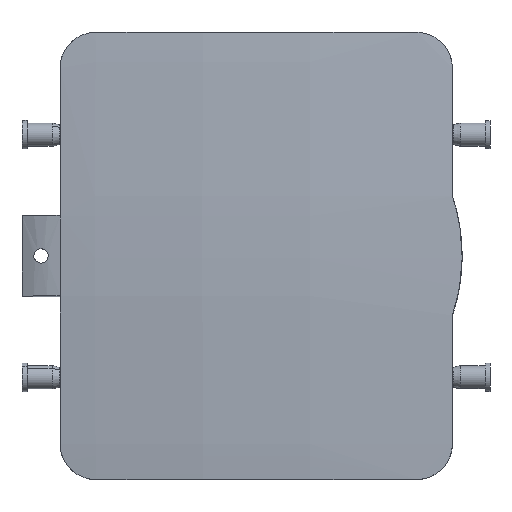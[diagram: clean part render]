
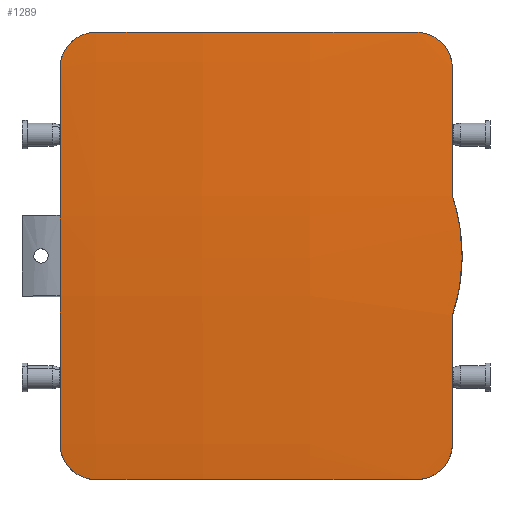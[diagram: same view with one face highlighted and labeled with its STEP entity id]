
A CAD part, top view. The second image highlights one B-rep face of the part: STEP entity #1289.
In plain terms, the highlighted face is a revolution surface.
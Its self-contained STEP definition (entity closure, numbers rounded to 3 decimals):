
#1179=AXIS2_PLACEMENT_3D('Circle Axis2P3D',#1177,#1178,$) ;
#1231=AXIS2_PLACEMENT_3D('Circle Axis2P3D',#1229,#1230,$) ;
#1084=CARTESIAN_POINT('Vertex',(8.,38.598,15.046)) ;
#1136=CARTESIAN_POINT('Control Point',(49.25,-0.021,15.155)) ;
#1137=CARTESIAN_POINT('Control Point',(49.25,31.262,17.614)) ;
#1138=CARTESIAN_POINT('Control Point',(49.25,62.738,17.614)) ;
#1139=CARTESIAN_POINT('Control Point',(49.25,94.021,15.155)) ;
#1140=CARTESIAN_POINT('Axis1P Location',(49.25,47.,-433.)) ;
#1145=CARTESIAN_POINT('Control Point',(8.,7.5,13.798)) ;
#1146=CARTESIAN_POINT('Control Point',(8.,17.853,14.484)) ;
#1147=CARTESIAN_POINT('Control Point',(8.,28.223,14.9)) ;
#1148=CARTESIAN_POINT('Control Point',(8.,38.598,15.046)) ;
#1149=CARTESIAN_POINT('Vertex',(8.,7.5,13.798)) ;
#1153=CARTESIAN_POINT('Control Point',(8.,7.5,13.798)) ;
#1154=CARTESIAN_POINT('Control Point',(8.001,7.402,13.792)) ;
#1155=CARTESIAN_POINT('Control Point',(8.001,7.304,13.785)) ;
#1156=CARTESIAN_POINT('Control Point',(8.005,7.207,13.779)) ;
#1157=CARTESIAN_POINT('Control Point',(8.014,7.011,13.767)) ;
#1158=CARTESIAN_POINT('Control Point',(8.03,6.816,13.755)) ;
#1159=CARTESIAN_POINT('Control Point',(8.04,6.719,13.75)) ;
#1160=CARTESIAN_POINT('Control Point',(8.073,6.427,13.733)) ;
#1161=CARTESIAN_POINT('Control Point',(8.121,6.138,13.718)) ;
#1162=CARTESIAN_POINT('Control Point',(8.159,5.946,13.708)) ;
#1163=CARTESIAN_POINT('Control Point',(8.292,5.373,13.681)) ;
#1164=CARTESIAN_POINT('Control Point',(8.48,4.816,13.659)) ;
#1165=CARTESIAN_POINT('Control Point',(8.63,4.452,13.646)) ;
#1166=CARTESIAN_POINT('Control Point',(9.117,3.461,13.619)) ;
#1167=CARTESIAN_POINT('Control Point',(9.78,2.57,13.613)) ;
#1168=CARTESIAN_POINT('Control Point',(10.274,2.05,13.617)) ;
#1169=CARTESIAN_POINT('Control Point',(11.494,1.037,13.646)) ;
#1170=CARTESIAN_POINT('Control Point',(12.937,0.371,13.713)) ;
#1171=CARTESIAN_POINT('Control Point',(13.777,0.124,13.761)) ;
#1172=CARTESIAN_POINT('Control Point',(14.639,0.,13.819)) ;
#1173=CARTESIAN_POINT('Control Point',(15.5,0.,13.884)) ;
#1174=CARTESIAN_POINT('Vertex',(15.5,0.,13.884)) ;
#1177=CARTESIAN_POINT('Axis2P3D Location',(49.25,0.,-433.)) ;
#1181=CARTESIAN_POINT('Vertex',(83.,0.,13.884)) ;
#1185=CARTESIAN_POINT('Control Point',(90.5,7.5,13.798)) ;
#1186=CARTESIAN_POINT('Control Point',(90.5,5.146,13.642)) ;
#1187=CARTESIAN_POINT('Control Point',(89.58,2.783,13.559)) ;
#1188=CARTESIAN_POINT('Control Point',(87.707,0.917,13.585)) ;
#1189=CARTESIAN_POINT('Control Point',(85.35,0.,13.706)) ;
#1190=CARTESIAN_POINT('Control Point',(83.,0.,13.884)) ;
#1191=CARTESIAN_POINT('Vertex',(90.5,7.5,13.798)) ;
#1195=CARTESIAN_POINT('Control Point',(90.5,7.5,13.798)) ;
#1196=CARTESIAN_POINT('Control Point',(90.5,16.49,14.394)) ;
#1197=CARTESIAN_POINT('Control Point',(90.5,25.493,14.786)) ;
#1198=CARTESIAN_POINT('Control Point',(90.5,34.5,14.975)) ;
#1199=CARTESIAN_POINT('Vertex',(90.5,34.5,14.975)) ;
#1203=CARTESIAN_POINT('Control Point',(90.5,34.5,14.975)) ;
#1204=CARTESIAN_POINT('Control Point',(92.539,40.527,14.913)) ;
#1205=CARTESIAN_POINT('Control Point',(93.268,47.,14.888)) ;
#1206=CARTESIAN_POINT('Control Point',(92.539,53.473,14.913)) ;
#1207=CARTESIAN_POINT('Control Point',(90.5,59.5,14.975)) ;
#1208=CARTESIAN_POINT('Vertex',(90.5,59.5,14.975)) ;
#1212=CARTESIAN_POINT('Control Point',(90.5,86.5,13.798)) ;
#1213=CARTESIAN_POINT('Control Point',(90.5,77.51,14.394)) ;
#1214=CARTESIAN_POINT('Control Point',(90.5,68.507,14.786)) ;
#1215=CARTESIAN_POINT('Control Point',(90.5,59.5,14.975)) ;
#1216=CARTESIAN_POINT('Vertex',(90.5,86.5,13.798)) ;
#1220=CARTESIAN_POINT('Control Point',(90.5,86.5,13.798)) ;
#1221=CARTESIAN_POINT('Control Point',(90.5,88.854,13.642)) ;
#1222=CARTESIAN_POINT('Control Point',(89.58,91.217,13.559)) ;
#1223=CARTESIAN_POINT('Control Point',(87.707,93.083,13.585)) ;
#1224=CARTESIAN_POINT('Control Point',(85.35,94.,13.706)) ;
#1225=CARTESIAN_POINT('Control Point',(83.,94.,13.884)) ;
#1226=CARTESIAN_POINT('Vertex',(83.,94.,13.884)) ;
#1229=CARTESIAN_POINT('Axis2P3D Location',(49.25,94.,-433.)) ;
#1233=CARTESIAN_POINT('Vertex',(15.5,94.,13.884)) ;
#1237=CARTESIAN_POINT('Control Point',(8.,86.5,13.798)) ;
#1238=CARTESIAN_POINT('Control Point',(8.001,86.598,13.792)) ;
#1239=CARTESIAN_POINT('Control Point',(8.001,86.696,13.785)) ;
#1240=CARTESIAN_POINT('Control Point',(8.005,86.793,13.779)) ;
#1241=CARTESIAN_POINT('Control Point',(8.014,86.989,13.767)) ;
#1242=CARTESIAN_POINT('Control Point',(8.03,87.184,13.755)) ;
#1243=CARTESIAN_POINT('Control Point',(8.04,87.281,13.75)) ;
#1244=CARTESIAN_POINT('Control Point',(8.073,87.573,13.733)) ;
#1245=CARTESIAN_POINT('Control Point',(8.121,87.862,13.718)) ;
#1246=CARTESIAN_POINT('Control Point',(8.159,88.054,13.708)) ;
#1247=CARTESIAN_POINT('Control Point',(8.292,88.627,13.681)) ;
#1248=CARTESIAN_POINT('Control Point',(8.48,89.184,13.659)) ;
#1249=CARTESIAN_POINT('Control Point',(8.63,89.548,13.646)) ;
#1250=CARTESIAN_POINT('Control Point',(9.117,90.539,13.619)) ;
#1251=CARTESIAN_POINT('Control Point',(9.78,91.43,13.613)) ;
#1252=CARTESIAN_POINT('Control Point',(10.274,91.95,13.617)) ;
#1253=CARTESIAN_POINT('Control Point',(11.494,92.963,13.646)) ;
#1254=CARTESIAN_POINT('Control Point',(12.937,93.629,13.713)) ;
#1255=CARTESIAN_POINT('Control Point',(13.777,93.876,13.761)) ;
#1256=CARTESIAN_POINT('Control Point',(14.639,94.,13.819)) ;
#1257=CARTESIAN_POINT('Control Point',(15.5,94.,13.884)) ;
#1258=CARTESIAN_POINT('Vertex',(8.,86.5,13.798)) ;
#1262=CARTESIAN_POINT('Control Point',(8.,55.402,15.046)) ;
#1263=CARTESIAN_POINT('Control Point',(8.,65.777,14.9)) ;
#1264=CARTESIAN_POINT('Control Point',(8.,76.147,14.484)) ;
#1265=CARTESIAN_POINT('Control Point',(8.,86.5,13.798)) ;
#1266=CARTESIAN_POINT('Vertex',(8.,55.402,15.046)) ;
#1270=CARTESIAN_POINT('Control Point',(8.,38.598,15.046)) ;
#1271=CARTESIAN_POINT('Control Point',(8.,44.199,15.125)) ;
#1272=CARTESIAN_POINT('Control Point',(8.,49.801,15.125)) ;
#1273=CARTESIAN_POINT('Control Point',(8.,55.402,15.046)) ;
#1141=DIRECTION('Axis1P Direction',(0.,-1.,0.)) ;
#1178=DIRECTION('Axis2P3D Direction',(0.,-1.,0.)) ;
#1230=DIRECTION('Axis2P3D Direction',(0.,-1.,0.)) ;
#1142=AXIS1_PLACEMENT('Revolution Surface Axis1P',#1140,#1141) ;
#1276=ORIENTED_EDGE('',*,*,#1151,.F.) ;
#1277=ORIENTED_EDGE('',*,*,#1176,.F.) ;
#1278=ORIENTED_EDGE('',*,*,#1183,.F.) ;
#1279=ORIENTED_EDGE('',*,*,#1193,.F.) ;
#1280=ORIENTED_EDGE('',*,*,#1201,.T.) ;
#1281=ORIENTED_EDGE('',*,*,#1210,.T.) ;
#1282=ORIENTED_EDGE('',*,*,#1218,.F.) ;
#1283=ORIENTED_EDGE('',*,*,#1228,.F.) ;
#1284=ORIENTED_EDGE('',*,*,#1235,.T.) ;
#1285=ORIENTED_EDGE('',*,*,#1260,.F.) ;
#1286=ORIENTED_EDGE('',*,*,#1268,.F.) ;
#1287=ORIENTED_EDGE('',*,*,#1274,.F.) ;
#1289=ADVANCED_FACE('Hauptk\X2\00F6\X0\rper',(#1288),#1143,.F.) ;
#1135=B_SPLINE_CURVE_WITH_KNOTS('',3,(#1136,#1137,#1138,#1139),.UNSPECIFIED.,.F.,.U.,(4,4),(895.408,989.547),.UNSPECIFIED.) ;
#1144=B_SPLINE_CURVE_WITH_KNOTS('',3,(#1145,#1146,#1147,#1148),.UNSPECIFIED.,.F.,.U.,(4,4),(10.635,54.654),.UNSPECIFIED.) ;
#1152=B_SPLINE_CURVE_WITH_KNOTS('',5,(#1153,#1154,#1155,#1156,#1157,#1158,#1159,#1160,#1161,#1162,#1163,#1164,#1165,#1166,#1167,#1168,#1169,#1170,#1171,#1172,#1173),.UNSPECIFIED.,.F.,.U.,(6,3,3,3,3,3,6),(0.,0.693,1.386,2.771,5.542,10.569,16.684),.UNSPECIFIED.) ;
#1184=B_SPLINE_CURVE_WITH_KNOTS('',5,(#1185,#1186,#1187,#1188,#1189,#1190),.UNSPECIFIED.,.F.,.U.,(6,6),(0.,16.684),.UNSPECIFIED.) ;
#1194=B_SPLINE_CURVE_WITH_KNOTS('',3,(#1195,#1196,#1197,#1198),.UNSPECIFIED.,.F.,.U.,(4,4),(10.635,48.858),.UNSPECIFIED.) ;
#1202=B_SPLINE_CURVE_WITH_KNOTS('',4,(#1203,#1204,#1205,#1206,#1207),.UNSPECIFIED.,.F.,.U.,(5,5),(0.,35.99),.UNSPECIFIED.) ;
#1211=B_SPLINE_CURVE_WITH_KNOTS('',3,(#1212,#1213,#1214,#1215),.UNSPECIFIED.,.F.,.U.,(4,4),(10.635,48.858),.UNSPECIFIED.) ;
#1219=B_SPLINE_CURVE_WITH_KNOTS('',5,(#1220,#1221,#1222,#1223,#1224,#1225),.UNSPECIFIED.,.F.,.U.,(6,6),(0.,16.684),.UNSPECIFIED.) ;
#1236=B_SPLINE_CURVE_WITH_KNOTS('',5,(#1237,#1238,#1239,#1240,#1241,#1242,#1243,#1244,#1245,#1246,#1247,#1248,#1249,#1250,#1251,#1252,#1253,#1254,#1255,#1256,#1257),.UNSPECIFIED.,.F.,.U.,(6,3,3,3,3,3,6),(0.,0.693,1.386,2.771,5.542,10.569,16.684),.UNSPECIFIED.) ;
#1261=B_SPLINE_CURVE_WITH_KNOTS('',3,(#1262,#1263,#1264,#1265),.UNSPECIFIED.,.F.,.U.,(4,4),(78.42,122.439),.UNSPECIFIED.) ;
#1269=B_SPLINE_CURVE_WITH_KNOTS('',3,(#1270,#1271,#1272,#1273),.UNSPECIFIED.,.F.,.U.,(4,4),(54.654,78.42),.UNSPECIFIED.) ;
#1180=CIRCLE('generated circle',#1179,448.156) ;
#1232=CIRCLE('generated circle',#1231,448.156) ;
#1151=EDGE_CURVE('',#1150,#1085,#1144,.T.) ;
#1176=EDGE_CURVE('',#1175,#1150,#1152,.F.) ;
#1183=EDGE_CURVE('',#1182,#1175,#1180,.T.) ;
#1193=EDGE_CURVE('',#1192,#1182,#1184,.T.) ;
#1201=EDGE_CURVE('',#1192,#1200,#1194,.T.) ;
#1210=EDGE_CURVE('',#1200,#1209,#1202,.T.) ;
#1218=EDGE_CURVE('',#1217,#1209,#1211,.T.) ;
#1228=EDGE_CURVE('',#1227,#1217,#1219,.F.) ;
#1235=EDGE_CURVE('',#1227,#1234,#1232,.T.) ;
#1260=EDGE_CURVE('',#1259,#1234,#1236,.T.) ;
#1268=EDGE_CURVE('',#1267,#1259,#1261,.T.) ;
#1274=EDGE_CURVE('',#1085,#1267,#1269,.T.) ;
#1275=EDGE_LOOP('',(#1276,#1277,#1278,#1279,#1280,#1281,#1282,#1283,#1284,#1285,#1286,#1287)) ;
#1288=FACE_OUTER_BOUND('',#1275,.T.) ;
#1143=SURFACE_OF_REVOLUTION('Surface of Revolution',#1135,#1142) ;
#1085=VERTEX_POINT('',#1084) ;
#1150=VERTEX_POINT('',#1149) ;
#1175=VERTEX_POINT('',#1174) ;
#1182=VERTEX_POINT('',#1181) ;
#1192=VERTEX_POINT('',#1191) ;
#1200=VERTEX_POINT('',#1199) ;
#1209=VERTEX_POINT('',#1208) ;
#1217=VERTEX_POINT('',#1216) ;
#1227=VERTEX_POINT('',#1226) ;
#1234=VERTEX_POINT('',#1233) ;
#1259=VERTEX_POINT('',#1258) ;
#1267=VERTEX_POINT('',#1266) ;
